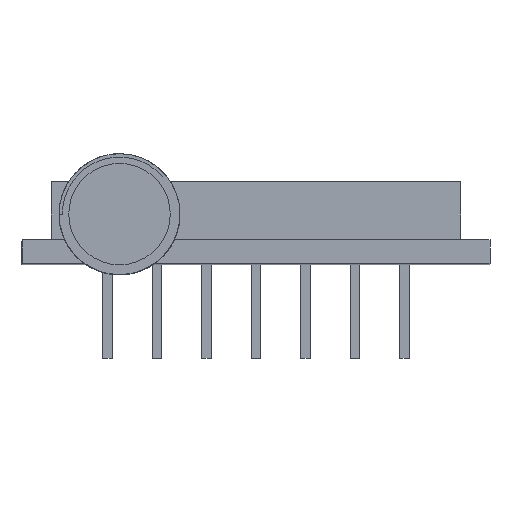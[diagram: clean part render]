
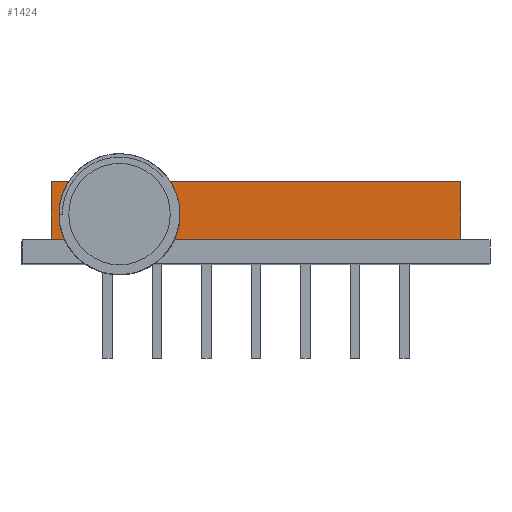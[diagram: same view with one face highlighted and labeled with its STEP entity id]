
A CAD part, top view. The second image highlights one B-rep face of the part: STEP entity #1424.
In plain terms, the highlighted planar face has unit normal (0, 0, 1).
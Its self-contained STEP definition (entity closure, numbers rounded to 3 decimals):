
#72 = CARTESIAN_POINT ( 'NONE',  ( -10.5, 1.2, 11.5 ) ) ;
#103 = LINE ( 'NONE', #10190, #4281 ) ;
#573 = VERTEX_POINT ( 'NONE', #4595 ) ;
#817 = LINE ( 'NONE', #5535, #9249 ) ;
#928 = DIRECTION ( 'NONE',  ( 0., -1., 0. ) ) ;
#981 = AXIS2_PLACEMENT_3D ( 'NONE', #3956, #11133, #5790 ) ;
#1095 = ORIENTED_EDGE ( 'NONE', *, *, #3532, .F. ) ;
#1116 = EDGE_LOOP ( 'NONE', ( #11516, #1095, #9935, #9946 ) ) ;
#1184 = EDGE_CURVE ( 'NONE', #8794, #5814, #10074, .T. ) ;
#1424 = ADVANCED_FACE ( 'NONE', ( #6810 ), #7474, .F. ) ;
#1695 = DIRECTION ( 'NONE',  ( 0., -1., 0. ) ) ;
#1803 = CARTESIAN_POINT ( 'NONE',  ( -10.5, 4.2, 11.5 ) ) ;
#3285 = CARTESIAN_POINT ( 'NONE',  ( 10.5, 4.2, 11.5 ) ) ;
#3532 = EDGE_CURVE ( 'NONE', #5814, #573, #817, .T. ) ;
#3956 = CARTESIAN_POINT ( 'NONE',  ( -10.5, 4.2, 11.5 ) ) ;
#4281 = VECTOR ( 'NONE', #9165, 1000. ) ;
#4417 = CARTESIAN_POINT ( 'NONE',  ( -10.5, 4.2, 11.5 ) ) ;
#4580 = DIRECTION ( 'NONE',  ( 1., 0., 0. ) ) ;
#4595 = CARTESIAN_POINT ( 'NONE',  ( 10.5, 1.2, 11.5 ) ) ;
#5221 = VECTOR ( 'NONE', #4580, 1000. ) ;
#5535 = CARTESIAN_POINT ( 'NONE',  ( 10.5, 4.2, 11.5 ) ) ;
#5790 = DIRECTION ( 'NONE',  ( -1., 0., 0. ) ) ;
#5814 = VERTEX_POINT ( 'NONE', #3285 ) ;
#6810 = FACE_OUTER_BOUND ( 'NONE', #1116, .T. ) ;
#7306 = EDGE_CURVE ( 'NONE', #8794, #8231, #11092, .T. ) ;
#7474 = PLANE ( 'NONE',  #981 ) ;
#7717 = CARTESIAN_POINT ( 'NONE',  ( -10.5, 4.2, 11.5 ) ) ;
#8231 = VERTEX_POINT ( 'NONE', #72 ) ;
#8640 = EDGE_CURVE ( 'NONE', #8231, #573, #103, .T. ) ;
#8794 = VERTEX_POINT ( 'NONE', #7717 ) ;
#9165 = DIRECTION ( 'NONE',  ( 1., 0., 0. ) ) ;
#9249 = VECTOR ( 'NONE', #928, 1000. ) ;
#9935 = ORIENTED_EDGE ( 'NONE', *, *, #1184, .F. ) ;
#9946 = ORIENTED_EDGE ( 'NONE', *, *, #7306, .T. ) ;
#10074 = LINE ( 'NONE', #1803, #5221 ) ;
#10190 = CARTESIAN_POINT ( 'NONE',  ( -10.5, 1.2, 11.5 ) ) ;
#10636 = VECTOR ( 'NONE', #1695, 1000. ) ;
#11092 = LINE ( 'NONE', #4417, #10636 ) ;
#11133 = DIRECTION ( 'NONE',  ( 0., 0., -1. ) ) ;
#11516 = ORIENTED_EDGE ( 'NONE', *, *, #8640, .T. ) ;
